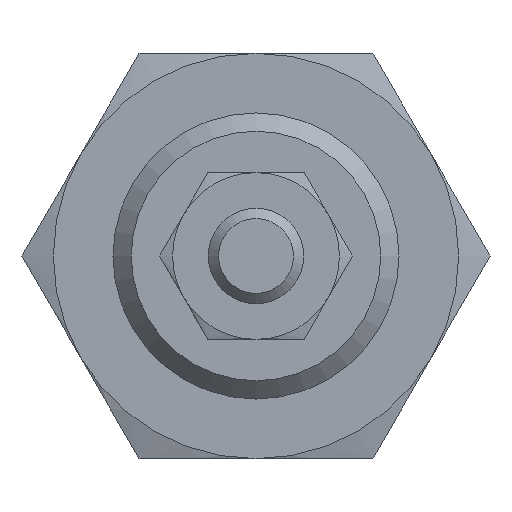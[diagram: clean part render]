
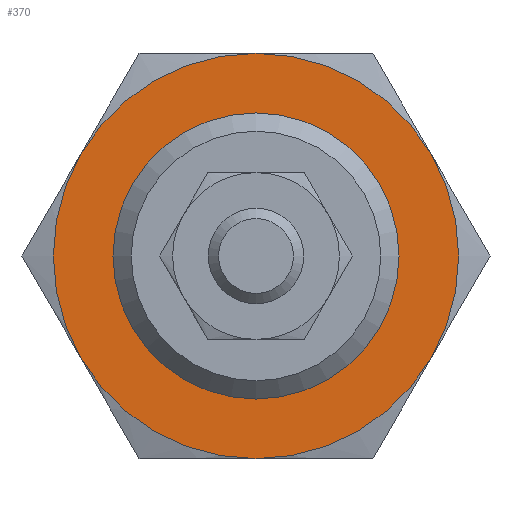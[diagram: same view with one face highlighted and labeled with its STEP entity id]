
A CAD part, left-side view. The second image highlights one B-rep face of the part: STEP entity #370.
In plain terms, the highlighted planar face has unit normal (-1, 0, 0).
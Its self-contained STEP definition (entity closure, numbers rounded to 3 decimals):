
#370 = ADVANCED_FACE( '', ( #728, #729 ), #730, .F. );
#728 = FACE_OUTER_BOUND( '', #1112, .T. );
#729 = FACE_BOUND( '', #1113, .T. );
#730 = PLANE( '', #1114 );
#1112 = EDGE_LOOP( '', ( #1760, #1761, #1762, #1763, #1764, #1765 ) );
#1113 = EDGE_LOOP( '', ( #1766 ) );
#1114 = AXIS2_PLACEMENT_3D( '', #1767, #1768, #1769 );
#1760 = ORIENTED_EDGE( '', *, *, #2184, .F. );
#1761 = ORIENTED_EDGE( '', *, *, #2381, .F. );
#1762 = ORIENTED_EDGE( '', *, *, #2382, .F. );
#1763 = ORIENTED_EDGE( '', *, *, #2383, .F. );
#1764 = ORIENTED_EDGE( '', *, *, #2368, .F. );
#1765 = ORIENTED_EDGE( '', *, *, #2384, .F. );
#1766 = ORIENTED_EDGE( '', *, *, #2365, .T. );
#1767 = CARTESIAN_POINT( '', ( 0., 0., 0. ) );
#1768 = DIRECTION( '', ( 1., 0., 0. ) );
#1769 = DIRECTION( '', ( 0., 0., -1. ) );
#2184 = EDGE_CURVE( '', #2486, #2532, #2533, .T. );
#2365 = EDGE_CURVE( '', #2813, #2813, #2814, .T. );
#2368 = EDGE_CURVE( '', #2816, #2551, #2818, .T. );
#2381 = EDGE_CURVE( '', #2834, #2486, #2835, .T. );
#2382 = EDGE_CURVE( '', #2506, #2834, #2836, .T. );
#2383 = EDGE_CURVE( '', #2551, #2506, #2837, .T. );
#2384 = EDGE_CURVE( '', #2532, #2816, #2838, .T. );
#2486 = VERTEX_POINT( '', #2964 );
#2506 = VERTEX_POINT( '', #3004 );
#2532 = VERTEX_POINT( '', #3038 );
#2533 = CIRCLE( '', #3039, 8.5 );
#2551 = VERTEX_POINT( '', #3078 );
#2813 = VERTEX_POINT( '', #3474 );
#2814 = CIRCLE( '', #3475, 6. );
#2816 = VERTEX_POINT( '', #3477 );
#2818 = CIRCLE( '', #3484, 8.5 );
#2834 = VERTEX_POINT( '', #3509 );
#2835 = CIRCLE( '', #3510, 8.5 );
#2836 = CIRCLE( '', #3511, 8.5 );
#2837 = CIRCLE( '', #3512, 8.5 );
#2838 = CIRCLE( '', #3513, 8.5 );
#2964 = CARTESIAN_POINT( '', ( 0., 7.361, -4.25 ) );
#3004 = CARTESIAN_POINT( '', ( 0., -7.361, -4.25 ) );
#3038 = CARTESIAN_POINT( '', ( 0., 7.361, 4.25 ) );
#3039 = AXIS2_PLACEMENT_3D( '', #3704, #3705, #3706 );
#3078 = CARTESIAN_POINT( '', ( 0., -7.361, 4.25 ) );
#3474 = CARTESIAN_POINT( '', ( 0., 0., -6. ) );
#3475 = AXIS2_PLACEMENT_3D( '', #3912, #3913, #3914 );
#3477 = CARTESIAN_POINT( '', ( 0., 0., 8.5 ) );
#3484 = AXIS2_PLACEMENT_3D( '', #3915, #3916, #3917 );
#3509 = CARTESIAN_POINT( '', ( 0., 0., -8.5 ) );
#3510 = AXIS2_PLACEMENT_3D( '', #3927, #3928, #3929 );
#3511 = AXIS2_PLACEMENT_3D( '', #3930, #3931, #3932 );
#3512 = AXIS2_PLACEMENT_3D( '', #3933, #3934, #3935 );
#3513 = AXIS2_PLACEMENT_3D( '', #3936, #3937, #3938 );
#3704 = CARTESIAN_POINT( '', ( 0., 0., 0. ) );
#3705 = DIRECTION( '', ( 1., 0., 0. ) );
#3706 = DIRECTION( '', ( 0., 0., -1. ) );
#3912 = CARTESIAN_POINT( '', ( 0., 0., 0. ) );
#3913 = DIRECTION( '', ( 1., 0., 0. ) );
#3914 = DIRECTION( '', ( 0., 0., -1. ) );
#3915 = CARTESIAN_POINT( '', ( 0., 0., 0. ) );
#3916 = DIRECTION( '', ( 1., 0., 0. ) );
#3917 = DIRECTION( '', ( 0., 0., -1. ) );
#3927 = CARTESIAN_POINT( '', ( 0., 0., 0. ) );
#3928 = DIRECTION( '', ( 1., 0., 0. ) );
#3929 = DIRECTION( '', ( 0., 0., -1. ) );
#3930 = CARTESIAN_POINT( '', ( 0., 0., 0. ) );
#3931 = DIRECTION( '', ( 1., 0., 0. ) );
#3932 = DIRECTION( '', ( 0., 0., -1. ) );
#3933 = CARTESIAN_POINT( '', ( 0., 0., 0. ) );
#3934 = DIRECTION( '', ( 1., 0., 0. ) );
#3935 = DIRECTION( '', ( 0., 0., -1. ) );
#3936 = CARTESIAN_POINT( '', ( 0., 0., 0. ) );
#3937 = DIRECTION( '', ( 1., 0., 0. ) );
#3938 = DIRECTION( '', ( 0., 0., -1. ) );
